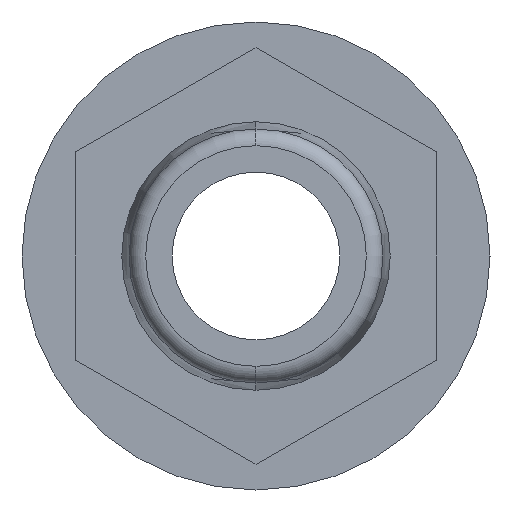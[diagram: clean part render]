
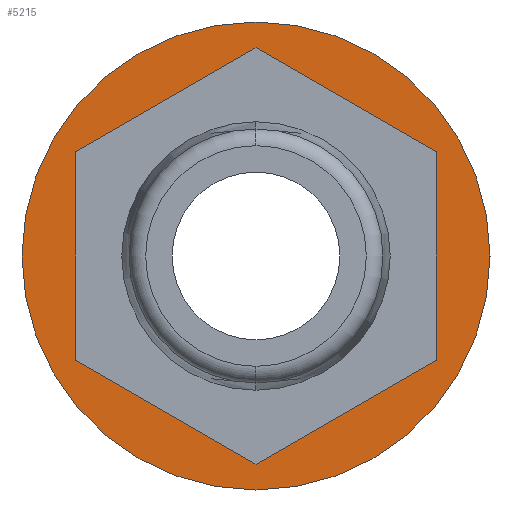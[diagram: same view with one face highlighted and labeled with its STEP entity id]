
A CAD part, left-side view. The second image highlights one B-rep face of the part: STEP entity #5215.
In plain terms, the highlighted planar face has unit normal (-1, 0, 0).
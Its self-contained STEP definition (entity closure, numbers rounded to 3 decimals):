
#628 = EDGE_LOOP ( 'NONE', ( #3008, #3009 ) ) ;
#631 = EDGE_LOOP ( 'NONE', ( #3115, #3116, #3117, #3118, #3119, #3007 ) ) ;
#1966 = LINE ( 'NONE', #1967, #5284 ) ;
#1967 = CARTESIAN_POINT ( 'NONE',  ( -18., 0., -12.413 ) ) ;
#1973 = CARTESIAN_POINT ( 'NONE',  ( -18., 0., 0. ) ) ;
#1974 = DIRECTION ( 'NONE',  ( -1., 0., 0. ) ) ;
#1975 = DIRECTION ( 'NONE',  ( 0., 0., 1. ) ) ;
#1976 = DIRECTION ( 'NONE',  ( 0., -0.866, 0.5 ) ) ;
#1977 = LINE ( 'NONE', #1978, #5286 ) ;
#1978 = CARTESIAN_POINT ( 'NONE',  ( -18., 10.75, -6.207 ) ) ;
#1979 = DIRECTION ( 'NONE',  ( 0., -0.866, -0.5 ) ) ;
#1980 = LINE ( 'NONE', #1981, #5287 ) ;
#1981 = CARTESIAN_POINT ( 'NONE',  ( -18., 10.75, 6.207 ) ) ;
#1982 = DIRECTION ( 'NONE',  ( 0., 0., -1. ) ) ;
#1983 = LINE ( 'NONE', #1984, #5288 ) ;
#1984 = CARTESIAN_POINT ( 'NONE',  ( -18., 0., 12.413 ) ) ;
#1985 = DIRECTION ( 'NONE',  ( 0., 0.866, -0.5 ) ) ;
#1986 = LINE ( 'NONE', #1987, #5289 ) ;
#1987 = CARTESIAN_POINT ( 'NONE',  ( -18., -10.75, 6.207 ) ) ;
#1988 = DIRECTION ( 'NONE',  ( 0., 0.866, 0.5 ) ) ;
#1989 = LINE ( 'NONE', #1990, #5290 ) ;
#1990 = CARTESIAN_POINT ( 'NONE',  ( -18., -10.75, -6.207 ) ) ;
#1991 = DIRECTION ( 'NONE',  ( 0., 0., 1. ) ) ;
#2082 = CARTESIAN_POINT ( 'NONE',  ( -18., 13.95, 0. ) ) ;
#2093 = FACE_BOUND ( 'NONE', #631, .T. ) ;
#2094 = FACE_OUTER_BOUND ( 'NONE', #628, .T. ) ;
#2095 = PLANE ( 'NONE',  #2611 ) ;
#2097 = DIRECTION ( 'NONE',  ( 1., 0., 0. ) ) ;
#2098 = DIRECTION ( 'NONE',  ( 0., 0., -1. ) ) ;
#2611 = AXIS2_PLACEMENT_3D ( 'NONE', #2082, #2097, #2098 ) ;
#2835 = VERTEX_POINT ( 'NONE', #3939 ) ;
#2836 = VERTEX_POINT ( 'NONE', #3940 ) ;
#2846 = VERTEX_POINT ( 'NONE', #3950 ) ;
#2854 = VERTEX_POINT ( 'NONE', #3958 ) ;
#2868 = VERTEX_POINT ( 'NONE', #3972 ) ;
#2869 = VERTEX_POINT ( 'NONE', #3973 ) ;
#2935 = VERTEX_POINT ( 'NONE', #4039 ) ;
#2944 = VERTEX_POINT ( 'NONE', #4048 ) ;
#3007 = ORIENTED_EDGE ( 'NONE', *, *, #5194, .F. ) ;
#3008 = ORIENTED_EDGE ( 'NONE', *, *, #5085, .T. ) ;
#3009 = ORIENTED_EDGE ( 'NONE', *, *, #5188, .T. ) ;
#3115 = ORIENTED_EDGE ( 'NONE', *, *, #5189, .F. ) ;
#3116 = ORIENTED_EDGE ( 'NONE', *, *, #5190, .F. ) ;
#3117 = ORIENTED_EDGE ( 'NONE', *, *, #5191, .F. ) ;
#3118 = ORIENTED_EDGE ( 'NONE', *, *, #5192, .F. ) ;
#3119 = ORIENTED_EDGE ( 'NONE', *, *, #5193, .F. ) ;
#3939 = CARTESIAN_POINT ( 'NONE',  ( -18., 10.75, 6.207 ) ) ;
#3940 = CARTESIAN_POINT ( 'NONE',  ( -18., 10.75, -6.207 ) ) ;
#3950 = CARTESIAN_POINT ( 'NONE',  ( -18., -10.75, 6.207 ) ) ;
#3958 = CARTESIAN_POINT ( 'NONE',  ( -18., 0., 12.413 ) ) ;
#3972 = CARTESIAN_POINT ( 'NONE',  ( -18., -10.75, -6.207 ) ) ;
#3973 = CARTESIAN_POINT ( 'NONE',  ( -18., 0., -12.413 ) ) ;
#4039 = CARTESIAN_POINT ( 'NONE',  ( -18., 0., -13.95 ) ) ;
#4048 = CARTESIAN_POINT ( 'NONE',  ( -18., 0., 13.95 ) ) ;
#4255 = CIRCLE ( 'NONE', #4257, 13.95 ) ;
#4257 = AXIS2_PLACEMENT_3D ( 'NONE', #4425, #4426, #4427 ) ;
#4425 = CARTESIAN_POINT ( 'NONE',  ( -18., 0., 0. ) ) ;
#4426 = DIRECTION ( 'NONE',  ( -1., 0., 0. ) ) ;
#4427 = DIRECTION ( 'NONE',  ( 0., 0., 1. ) ) ;
#5085 = EDGE_CURVE ( 'NONE', #2944, #2935, #4255, .T. ) ;
#5188 = EDGE_CURVE ( 'NONE', #2935, #2944, #5282, .T. ) ;
#5189 = EDGE_CURVE ( 'NONE', #2869, #2868, #1966, .T. ) ;
#5190 = EDGE_CURVE ( 'NONE', #2836, #2869, #1977, .T. ) ;
#5191 = EDGE_CURVE ( 'NONE', #2835, #2836, #1980, .T. ) ;
#5192 = EDGE_CURVE ( 'NONE', #2854, #2835, #1983, .T. ) ;
#5193 = EDGE_CURVE ( 'NONE', #2846, #2854, #1986, .T. ) ;
#5194 = EDGE_CURVE ( 'NONE', #2868, #2846, #1989, .T. ) ;
#5215 = ADVANCED_FACE ( 'NONE', ( #2093, #2094 ), #2095, .F. ) ;
#5282 = CIRCLE ( 'NONE', #5285, 13.95 ) ;
#5284 = VECTOR ( 'NONE', #1976, 1000. ) ;
#5285 = AXIS2_PLACEMENT_3D ( 'NONE', #1973, #1974, #1975 ) ;
#5286 = VECTOR ( 'NONE', #1979, 1000. ) ;
#5287 = VECTOR ( 'NONE', #1982, 1000. ) ;
#5288 = VECTOR ( 'NONE', #1985, 1000. ) ;
#5289 = VECTOR ( 'NONE', #1988, 1000. ) ;
#5290 = VECTOR ( 'NONE', #1991, 1000. ) ;
